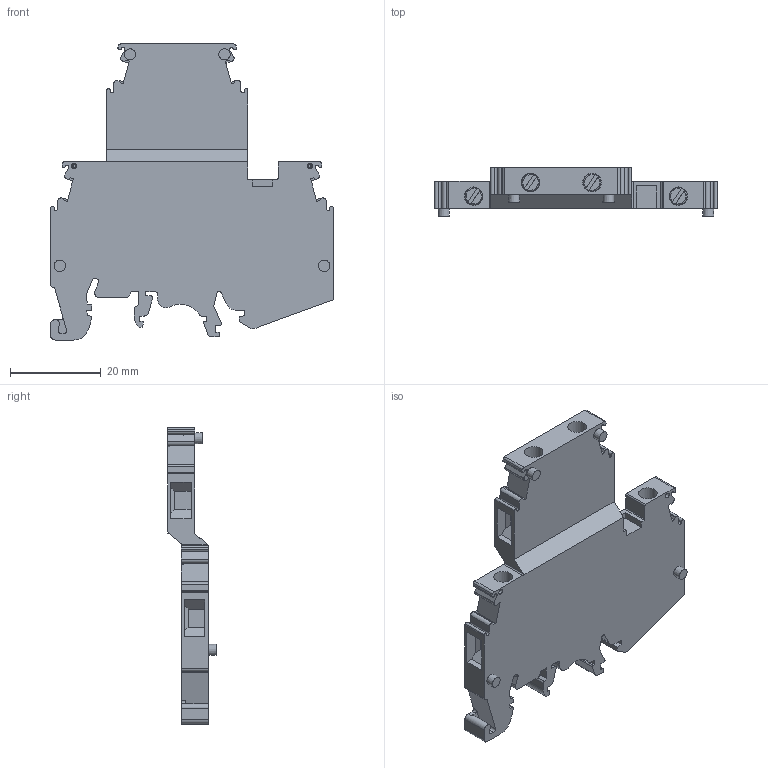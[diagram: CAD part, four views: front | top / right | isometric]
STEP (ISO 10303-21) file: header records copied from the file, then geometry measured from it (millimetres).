
FILE_DESCRIPTION(/* description */ ('Unknown'),/* implementation_level */ '2;1');
FILE_NAME(/* name */ 'KUDD4N_3D_SOLID',/* time_stamp */ '2024-10-26T14:52:19+05:00',/* author */ ('Unknown'),/* organization */ ('Unknown'),/* preprocessor_version */ 'ST-DEVELOPER v16.7',/* originating_system */ 'Solid Edge',/* authorisation */ 'Unknown');
FILE_SCHEMA (('AUTOMOTIVE_DESIGN {1 0 10303 214 3 1 1}'));
Length unit declared in the file: millimetre
Products named in the file (1): KUDD4N_3D_SOLID
Bounding box: 62.5 x 10.74 x 65.4 mm (x, y, z)
Volume: 15521.5 mm3; surface area: 8608.5 mm2
Topology: 1 solids, 3 shells, 329 faces, 886 edges, 589 vertices
Faces by surface type: plane 217, cylinder 94, torus 14, cone 4
Full cylindrical faces by diameter (mm): 1.15 x2, 2.4 x2, 2.6 x2, 3 x4, 3.8 x4, 4.1 x4
Entity records: 12376 total; most frequent: CARTESIAN_POINT 1797, DIRECTION 1711, ORIENTED_EDGE 1688, EDGE_CURVE 844, LINE 605, VECTOR 605, VERTEX_POINT 575, AXIS2_PLACEMENT_3D 553
